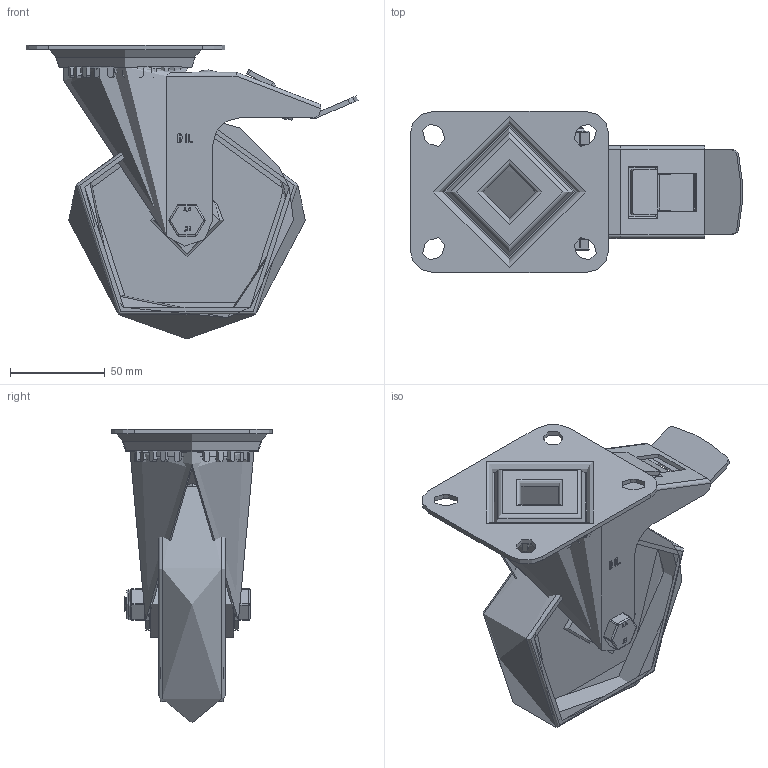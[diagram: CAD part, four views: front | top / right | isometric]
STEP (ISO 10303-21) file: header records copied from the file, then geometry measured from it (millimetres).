
FILE_DESCRIPTION(/* description */ (''),/* implementation_level */ '2;1');
FILE_NAME(/* name */ 'BZMM125NYBSWB.step',/* time_stamp */ '2024-05-29T11:35:57+01:00',/* author */ (''),/* organization */ (''),/* preprocessor_version */ 'ST-DEVELOPER v20',/* originating_system */ 'Autodesk Translation Framework v13.14.0.145',/* authorisation */ '');
FILE_SCHEMA (('AUTOMOTIVE_DESIGN { 1 0 10303 214 3 1 1 }'));
Length unit declared in the file: millimetre
Products named in the file (28): BZMM125NYBSWB; BZMM125ASSWB v1; ZINC PLATED, PRESSED STEEL TOP PLATE; ZINC PLATED, PRESSED STEEL FORKS; BEARING SEAL; ZINC PLATED, PRESSED STEEL BRAKE PEDAL; ZINC PLATED, PRESSED STEEL BRAKE PEDAL Geometry; BRAKE BOLT; BRAKE PAD; BRAKE PAD Geometry; BOLT; NUT; BZH125WNYRB v1; NYLON WHEEL; NYLON WHEEL Geometry; CAPS; ROLLER BEARING; CAGE; RIBS; Component4; TUBEM15X45 v1; ZINC PLATED, STEEL TUBE; HEXBOLTM10X60Z8.8 v2; GRADE 8.8 ZINC PLATED BOLT; NYLOCM10Z v1; NYLOC NUT; RUBBER; NUT (1)
Assembly tree (34 placements, depth 5):
  BZMM125NYBSWB
    BZMM125ASSWB v1
      ZINC PLATED, PRESSED STEEL TOP PLATE
      ZINC PLATED, PRESSED STEEL FORKS
      BEARING SEAL
      ZINC PLATED, PRESSED STEEL BRAKE PEDAL
        ZINC PLATED, PRESSED STEEL BRAKE PEDAL Geometry
        BRAKE BOLT
      BRAKE PAD
        BRAKE PAD Geometry
        BOLT
        NUT
    BZH125WNYRB v1
      NYLON WHEEL
        NYLON WHEEL Geometry
        CAPS
      ROLLER BEARING
        CAGE
        RIBS
          Component4  x8
    TUBEM15X45 v1
      ZINC PLATED, STEEL TUBE
    HEXBOLTM10X60Z8.8 v2
      GRADE 8.8 ZINC PLATED BOLT
    NYLOCM10Z v1
      NYLOC NUT
        RUBBER
        NUT (1)
Bounding box: 175.28 x 85 x 155 mm (x, y, z)
Volume: 292941.3 mm3; surface area: 145470.4 mm2
Topology: 24 solids, 24 shells, 715 faces, 1852 edges, 1189 vertices
Faces by surface type: plane 385, cylinder 229, bspline 56, sphere 19, torus 18, cone 8
Full cylindrical faces by diameter (mm): 4 x8, 6 x6, 8.141 x19, 9.85 x20, 10 x3, 10.2 x3, 12 x2, 14.95 x1, 15 x3, 15.5 x1, 16 x1, 22.75 x1, 23 x3, 28 x1, 34 x2, 34.5 x2, 40 x1, 61.5 x1, 65.5 x1
Entity records: 30535 total; most frequent: CARTESIAN_POINT 12640, ORIENTED_EDGE 3656, DIRECTION 3489, EDGE_CURVE 1828, VERTEX_POINT 1175, AXIS2_PLACEMENT_3D 1168, LINE 1153, VECTOR 1153
